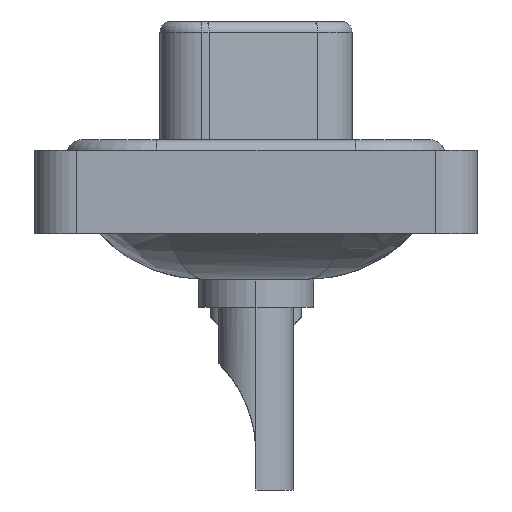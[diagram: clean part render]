
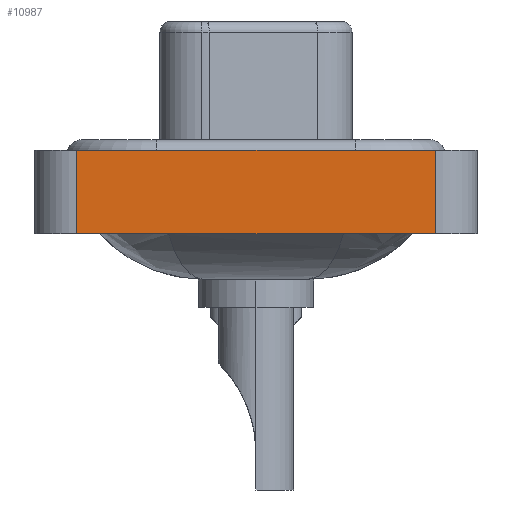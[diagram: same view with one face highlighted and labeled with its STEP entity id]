
A CAD part, left-side view. The second image highlights one B-rep face of the part: STEP entity #10987.
In plain terms, the highlighted planar face has unit normal (-1, 0, 0).
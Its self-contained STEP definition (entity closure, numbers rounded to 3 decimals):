
#481 = VERTEX_POINT ( 'NONE', #5450 ) ;
#634 = CARTESIAN_POINT ( 'NONE',  ( -7.35, -8.55, 0.4 ) ) ;
#1047 = DIRECTION ( 'NONE',  ( 0., -1., 0. ) ) ;
#1778 = EDGE_CURVE ( 'NONE', #20095, #2614, #11966, .T. ) ;
#2614 = VERTEX_POINT ( 'NONE', #634 ) ;
#3184 = EDGE_CURVE ( 'NONE', #481, #4430, #19878, .T. ) ;
#3861 = CARTESIAN_POINT ( 'NONE',  ( -7.35, -8.55, -3.6 ) ) ;
#4430 = VERTEX_POINT ( 'NONE', #12955 ) ;
#4633 = ORIENTED_EDGE ( 'NONE', *, *, #4739, .T. ) ;
#4739 = EDGE_CURVE ( 'NONE', #481, #20095, #12728, .T. ) ;
#5450 = CARTESIAN_POINT ( 'NONE',  ( -7.35, 8.55, -3.6 ) ) ;
#5678 = CARTESIAN_POINT ( 'NONE',  ( -7.35, -8.55, -3.6 ) ) ;
#6737 = EDGE_CURVE ( 'NONE', #4430, #2614, #9272, .T. ) ;
#7086 = DIRECTION ( 'NONE',  ( -1., 0., 0. ) ) ;
#8148 = CARTESIAN_POINT ( 'NONE',  ( -7.35, 8.55, -3.6 ) ) ;
#9143 = ORIENTED_EDGE ( 'NONE', *, *, #1778, .T. ) ;
#9272 = LINE ( 'NONE', #12663, #20635 ) ;
#9449 = DIRECTION ( 'NONE',  ( 0., -1., 0. ) ) ;
#9879 = DIRECTION ( 'NONE',  ( 0., 0., 1. ) ) ;
#10987 = ADVANCED_FACE ( 'NONE', ( #15400 ), #20306, .T. ) ;
#11966 = LINE ( 'NONE', #3861, #19526 ) ;
#12663 = CARTESIAN_POINT ( 'NONE',  ( -7.35, -8.55, 0.4 ) ) ;
#12728 = LINE ( 'NONE', #17535, #20222 ) ;
#12955 = CARTESIAN_POINT ( 'NONE',  ( -7.35, 8.55, 0.4 ) ) ;
#14279 = EDGE_LOOP ( 'NONE', ( #9143, #15277, #18638, #4633 ) ) ;
#15277 = ORIENTED_EDGE ( 'NONE', *, *, #6737, .F. ) ;
#15400 = FACE_OUTER_BOUND ( 'NONE', #14279, .T. ) ;
#15575 = VECTOR ( 'NONE', #9879, 1000. ) ;
#15895 = AXIS2_PLACEMENT_3D ( 'NONE', #5678, #7086, #20084 ) ;
#16565 = CARTESIAN_POINT ( 'NONE',  ( -7.35, -8.55, -3.6 ) ) ;
#17535 = CARTESIAN_POINT ( 'NONE',  ( -7.35, -8.55, -3.6 ) ) ;
#17723 = DIRECTION ( 'NONE',  ( 0., 0., 1. ) ) ;
#18638 = ORIENTED_EDGE ( 'NONE', *, *, #3184, .F. ) ;
#19526 = VECTOR ( 'NONE', #17723, 1000. ) ;
#19878 = LINE ( 'NONE', #8148, #15575 ) ;
#20084 = DIRECTION ( 'NONE',  ( 0., 0., 1. ) ) ;
#20095 = VERTEX_POINT ( 'NONE', #16565 ) ;
#20222 = VECTOR ( 'NONE', #9449, 1000. ) ;
#20306 = PLANE ( 'NONE',  #15895 ) ;
#20635 = VECTOR ( 'NONE', #1047, 1000. ) ;
